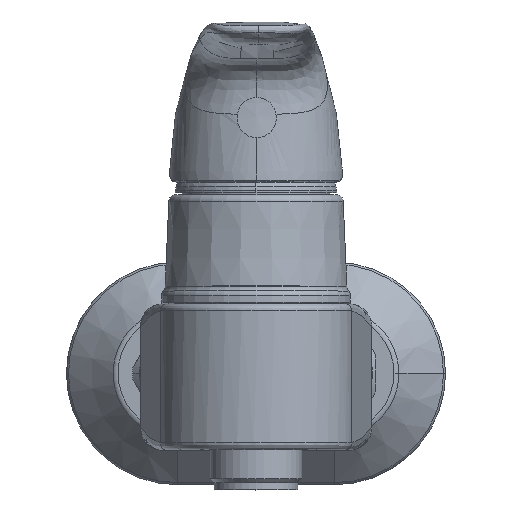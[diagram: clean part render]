
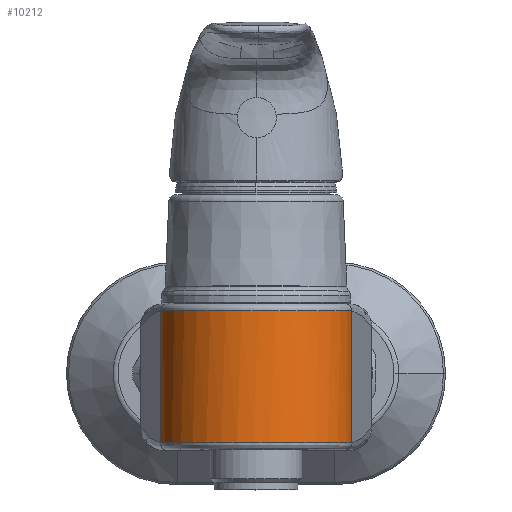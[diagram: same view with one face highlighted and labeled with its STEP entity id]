
A CAD part, top view. The second image highlights one B-rep face of the part: STEP entity #10212.
In plain terms, the highlighted cylindrical face has radius 28 mm (diameter 56 mm), a partial arc.
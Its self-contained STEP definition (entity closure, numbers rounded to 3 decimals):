
#261 = CARTESIAN_POINT ( 'NONE',  ( -15.315, 2., 51.496 ) ) ;
#342 = CARTESIAN_POINT ( 'NONE',  ( 15.315, 2., 51.496 ) ) ;
#1283 = LINE ( 'NONE', #6798, #1921 ) ;
#1549 = CARTESIAN_POINT ( 'NONE',  ( 15.315, 40., 51.496 ) ) ;
#1633 = CARTESIAN_POINT ( 'NONE',  ( -15.315, 40., 51.496 ) ) ;
#1921 = VECTOR ( 'NONE', #20568, 1000. ) ;
#2212 = CARTESIAN_POINT ( 'NONE',  ( -11.034, 2., 53.785 ) ) ;
#2294 = CARTESIAN_POINT ( 'NONE',  ( 19.138, 2., 48.503 ) ) ;
#3129 = EDGE_CURVE ( 'NONE', #8859, #13148, #23916, .T. ) ;
#3488 = CARTESIAN_POINT ( 'NONE',  ( 11.034, 40., 53.785 ) ) ;
#3575 = CARTESIAN_POINT ( 'NONE',  ( -19.138, 40., 48.503 ) ) ;
#3987 = CARTESIAN_POINT ( 'NONE',  ( -27.526, 2., 33.13 ) ) ;
#4153 = CARTESIAN_POINT ( 'NONE',  ( -6.422, 2., 55.302 ) ) ;
#4234 = CARTESIAN_POINT ( 'NONE',  ( 22.387, 2., 44.895 ) ) ;
#4297 = CARTESIAN_POINT ( 'NONE',  ( 27.526, 2., 33.13 ) ) ;
#4856 = ORIENTED_EDGE ( 'NONE', *, *, #12013, .F. ) ;
#5352 = CARTESIAN_POINT ( 'NONE',  ( 27.23, 40., 34.72 ) ) ;
#5357 = B_SPLINE_CURVE_WITH_KNOTS ( 'NONE', 3,
 ( #3987, #11857, #17773, #6015, #19769, #7991, #21750, #9958, #23730, #11945, #261, #13921, #2212, #15889, #4153, #17864, #6102, #19854, #8066, #21837, #10052, #23809, #12027, #342, #13998, #2294, #15973, #4234, #17937, #6188, #19934, #8151, #21918, #10132 ),
 .UNSPECIFIED., .F., .F.,
 ( 4, 2, 2, 2, 2, 2, 2, 2, 2, 2, 2, 2, 2, 2, 2, 2, 4 ),
 ( 0., 0.062, 0.125, 0.187, 0.25, 0.312, 0.375, 0.437, 0.5, 0.562, 0.625, 0.687, 0.75, 0.812, 0.875, 0.937, 1. ),
 .UNSPECIFIED. ) ;
#5439 = CARTESIAN_POINT ( 'NONE',  ( 6.422, 40., 55.302 ) ) ;
#5527 = CARTESIAN_POINT ( 'NONE',  ( -22.387, 40., 44.895 ) ) ;
#6015 = CARTESIAN_POINT ( 'NONE',  ( -25.663, 2., 39.315 ) ) ;
#6102 = CARTESIAN_POINT ( 'NONE',  ( -1.618, 2., 56. ) ) ;
#6188 = CARTESIAN_POINT ( 'NONE',  ( 24.965, 2., 40.781 ) ) ;
#6798 = CARTESIAN_POINT ( 'NONE',  ( -27.526, 42., 33.13 ) ) ;
#7317 = CARTESIAN_POINT ( 'NONE',  ( 25.663, 40., 39.315 ) ) ;
#7406 = CARTESIAN_POINT ( 'NONE',  ( 1.618, 40., 56. ) ) ;
#7490 = CARTESIAN_POINT ( 'NONE',  ( -24.965, 40., 40.781 ) ) ;
#7991 = CARTESIAN_POINT ( 'NONE',  ( -23.327, 2., 43.571 ) ) ;
#8022 = VERTEX_POINT ( 'NONE', #16709 ) ;
#8066 = CARTESIAN_POINT ( 'NONE',  ( 3.235, 2., 55.859 ) ) ;
#8151 = CARTESIAN_POINT ( 'NONE',  ( 26.795, 2., 36.284 ) ) ;
#8247 = AXIS2_PLACEMENT_3D ( 'NONE', #9407, #23087, #23165 ) ;
#8859 = VERTEX_POINT ( 'NONE', #10804 ) ;
#9043 = ORIENTED_EDGE ( 'NONE', *, *, #24136, .T. ) ;
#9195 = EDGE_CURVE ( 'NONE', #8022, #18353, #5357, .T. ) ;
#9285 = FACE_OUTER_BOUND ( 'NONE', #24307, .T. ) ;
#9297 = CARTESIAN_POINT ( 'NONE',  ( 23.327, 40., 43.571 ) ) ;
#9379 = CARTESIAN_POINT ( 'NONE',  ( -3.235, 40., 55.859 ) ) ;
#9407 = CARTESIAN_POINT ( 'NONE',  ( 0., 42., 28. ) ) ;
#9464 = CARTESIAN_POINT ( 'NONE',  ( -26.795, 40., 36.284 ) ) ;
#9485 = ORIENTED_EDGE ( 'NONE', *, *, #9195, .T. ) ;
#9958 = CARTESIAN_POINT ( 'NONE',  ( -20.292, 2., 47.361 ) ) ;
#10052 = CARTESIAN_POINT ( 'NONE',  ( 7.991, 2., 54.884 ) ) ;
#10132 = CARTESIAN_POINT ( 'NONE',  ( 27.526, 2., 33.13 ) ) ;
#10212 = ADVANCED_FACE ( 'NONE', ( #9285 ), #19123, .T. ) ;
#10804 = CARTESIAN_POINT ( 'NONE',  ( 27.526, 40., 33.13 ) ) ;
#11175 = CARTESIAN_POINT ( 'NONE',  ( 27.526, 40., 33.13 ) ) ;
#11263 = CARTESIAN_POINT ( 'NONE',  ( 20.292, 40., 47.361 ) ) ;
#11360 = CARTESIAN_POINT ( 'NONE',  ( -7.991, 40., 54.884 ) ) ;
#11418 = ORIENTED_EDGE ( 'NONE', *, *, #3129, .T. ) ;
#11444 = CARTESIAN_POINT ( 'NONE',  ( -27.526, 40., 33.13 ) ) ;
#11857 = CARTESIAN_POINT ( 'NONE',  ( -27.23, 2., 34.72 ) ) ;
#11945 = CARTESIAN_POINT ( 'NONE',  ( -16.649, 2., 50.57 ) ) ;
#12013 = EDGE_CURVE ( 'NONE', #8859, #18353, #18766, .T. ) ;
#12027 = CARTESIAN_POINT ( 'NONE',  ( 12.508, 2., 53.103 ) ) ;
#13148 = VERTEX_POINT ( 'NONE', #25151 ) ;
#13257 = CARTESIAN_POINT ( 'NONE',  ( 16.649, 40., 50.57 ) ) ;
#13338 = CARTESIAN_POINT ( 'NONE',  ( -12.508, 40., 53.103 ) ) ;
#13568 = VECTOR ( 'NONE', #15683, 1000. ) ;
#13921 = CARTESIAN_POINT ( 'NONE',  ( -12.508, 2., 53.103 ) ) ;
#13998 = CARTESIAN_POINT ( 'NONE',  ( 16.649, 2., 50.57 ) ) ;
#15225 = CARTESIAN_POINT ( 'NONE',  ( 12.508, 40., 53.103 ) ) ;
#15314 = CARTESIAN_POINT ( 'NONE',  ( -16.649, 40., 50.57 ) ) ;
#15683 = DIRECTION ( 'NONE',  ( 0., -1., 0. ) ) ;
#15889 = CARTESIAN_POINT ( 'NONE',  ( -7.991, 2., 54.884 ) ) ;
#15973 = CARTESIAN_POINT ( 'NONE',  ( 20.292, 2., 47.361 ) ) ;
#16709 = CARTESIAN_POINT ( 'NONE',  ( -27.526, 2., 33.13 ) ) ;
#17192 = CARTESIAN_POINT ( 'NONE',  ( 7.991, 40., 54.884 ) ) ;
#17271 = CARTESIAN_POINT ( 'NONE',  ( -20.292, 40., 47.361 ) ) ;
#17773 = CARTESIAN_POINT ( 'NONE',  ( -26.795, 2., 36.284 ) ) ;
#17864 = CARTESIAN_POINT ( 'NONE',  ( -3.235, 2., 55.859 ) ) ;
#17937 = CARTESIAN_POINT ( 'NONE',  ( 23.327, 2., 43.571 ) ) ;
#18353 = VERTEX_POINT ( 'NONE', #4297 ) ;
#18766 = LINE ( 'NONE', #19647, #13568 ) ;
#19088 = CARTESIAN_POINT ( 'NONE',  ( 26.795, 40., 36.284 ) ) ;
#19123 = CYLINDRICAL_SURFACE ( 'NONE', #8247, 28. ) ;
#19177 = CARTESIAN_POINT ( 'NONE',  ( 3.235, 40., 55.859 ) ) ;
#19263 = CARTESIAN_POINT ( 'NONE',  ( -23.327, 40., 43.571 ) ) ;
#19647 = CARTESIAN_POINT ( 'NONE',  ( 27.526, 42., 33.13 ) ) ;
#19769 = CARTESIAN_POINT ( 'NONE',  ( -24.965, 2., 40.781 ) ) ;
#19854 = CARTESIAN_POINT ( 'NONE',  ( 1.618, 2., 56. ) ) ;
#19934 = CARTESIAN_POINT ( 'NONE',  ( 25.663, 2., 39.315 ) ) ;
#20568 = DIRECTION ( 'NONE',  ( 0., -1., 0. ) ) ;
#21083 = CARTESIAN_POINT ( 'NONE',  ( 24.965, 40., 40.781 ) ) ;
#21169 = CARTESIAN_POINT ( 'NONE',  ( -1.618, 40., 56. ) ) ;
#21254 = CARTESIAN_POINT ( 'NONE',  ( -25.663, 40., 39.315 ) ) ;
#21750 = CARTESIAN_POINT ( 'NONE',  ( -22.387, 2., 44.895 ) ) ;
#21837 = CARTESIAN_POINT ( 'NONE',  ( 6.422, 2., 55.302 ) ) ;
#21918 = CARTESIAN_POINT ( 'NONE',  ( 27.23, 2., 34.72 ) ) ;
#23061 = CARTESIAN_POINT ( 'NONE',  ( 22.387, 40., 44.895 ) ) ;
#23087 = DIRECTION ( 'NONE',  ( 0., -1., 0. ) ) ;
#23139 = CARTESIAN_POINT ( 'NONE',  ( -6.422, 40., 55.302 ) ) ;
#23165 = DIRECTION ( 'NONE',  ( 1., 0., 0. ) ) ;
#23225 = CARTESIAN_POINT ( 'NONE',  ( -27.23, 40., 34.72 ) ) ;
#23730 = CARTESIAN_POINT ( 'NONE',  ( -19.138, 2., 48.503 ) ) ;
#23809 = CARTESIAN_POINT ( 'NONE',  ( 11.034, 2., 53.785 ) ) ;
#23916 = B_SPLINE_CURVE_WITH_KNOTS ( 'NONE', 3,
 ( #11175, #5352, #19088, #7317, #21083, #9297, #23061, #11263, #25016, #13257, #1549, #15225, #3488, #17192, #5439, #19177, #7406, #21169, #9379, #23139, #11360, #25106, #13338, #1633, #15314, #3575, #17271, #5527, #19263, #7490, #21254, #9464, #23225, #11444 ),
 .UNSPECIFIED., .F., .F.,
 ( 4, 2, 2, 2, 2, 2, 2, 2, 2, 2, 2, 2, 2, 2, 2, 2, 4 ),
 ( 0., 0.063, 0.125, 0.188, 0.25, 0.313, 0.375, 0.438, 0.5, 0.563, 0.625, 0.688, 0.75, 0.813, 0.875, 0.938, 1. ),
 .UNSPECIFIED. ) ;
#24136 = EDGE_CURVE ( 'NONE', #13148, #8022, #1283, .T. ) ;
#24307 = EDGE_LOOP ( 'NONE', ( #4856, #11418, #9043, #9485 ) ) ;
#25016 = CARTESIAN_POINT ( 'NONE',  ( 19.138, 40., 48.503 ) ) ;
#25106 = CARTESIAN_POINT ( 'NONE',  ( -11.034, 40., 53.785 ) ) ;
#25151 = CARTESIAN_POINT ( 'NONE',  ( -27.526, 40., 33.13 ) ) ;
